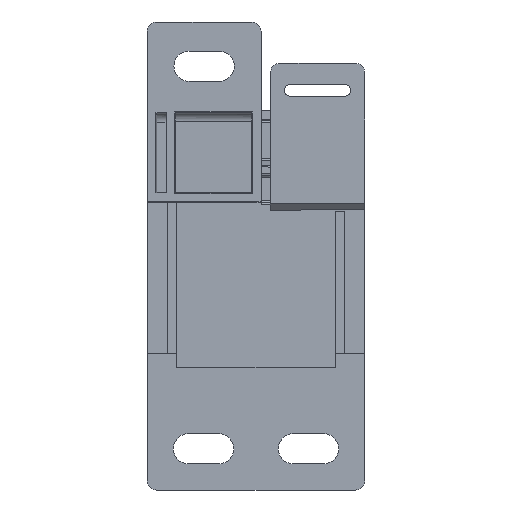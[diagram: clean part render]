
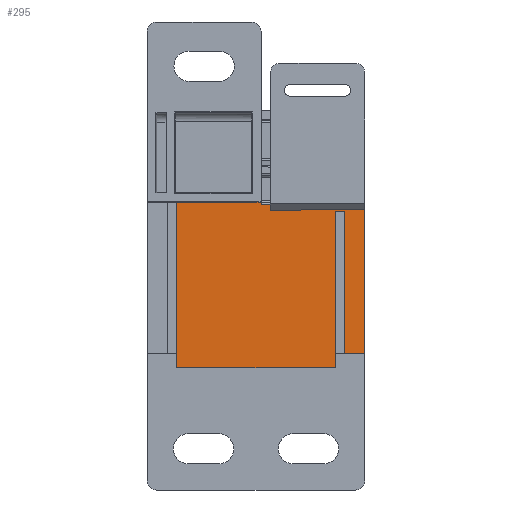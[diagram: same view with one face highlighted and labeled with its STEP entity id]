
A CAD part, front view. The second image highlights one B-rep face of the part: STEP entity #295.
In plain terms, the highlighted planar face has unit normal (0, -1, 0).
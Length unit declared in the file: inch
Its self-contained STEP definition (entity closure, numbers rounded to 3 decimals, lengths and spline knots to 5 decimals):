
#295 = ADVANCED_FACE ( 'NONE', ( #2035 ), #7937, .F. ) ;
#1772 = ORIENTED_EDGE ( 'NONE', *, *, #11684, .F. ) ;
#1773 = ORIENTED_EDGE ( 'NONE', *, *, #11594, .T. ) ;
#1785 = ORIENTED_EDGE ( 'NONE', *, *, #11602, .F. ) ;
#1789 = ORIENTED_EDGE ( 'NONE', *, *, #11692, .F. ) ;
#1790 = ORIENTED_EDGE ( 'NONE', *, *, #11691, .F. ) ;
#1792 = ORIENTED_EDGE ( 'NONE', *, *, #11695, .F. ) ;
#1797 = ORIENTED_EDGE ( 'NONE', *, *, #11673, .T. ) ;
#1815 = ORIENTED_EDGE ( 'NONE', *, *, #11697, .F. ) ;
#1825 = ORIENTED_EDGE ( 'NONE', *, *, #11461, .T. ) ;
#1827 = ORIENTED_EDGE ( 'NONE', *, *, #11665, .T. ) ;
#2035 = FACE_OUTER_BOUND ( 'NONE', #27848, .T. ) ;
#3124 = VERTEX_POINT ( 'NONE', #6862 ) ;
#3134 = VERTEX_POINT ( 'NONE', #6863 ) ;
#3200 = VERTEX_POINT ( 'NONE', #6909 ) ;
#3219 = VERTEX_POINT ( 'NONE', #6910 ) ;
#3245 = VERTEX_POINT ( 'NONE', #6937 ) ;
#3271 = VERTEX_POINT ( 'NONE', #6963 ) ;
#3275 = VERTEX_POINT ( 'NONE', #6966 ) ;
#3298 = VERTEX_POINT ( 'NONE', #6993 ) ;
#3402 = VERTEX_POINT ( 'NONE', #7092 ) ;
#3403 = VERTEX_POINT ( 'NONE', #7093 ) ;
#5590 = LINE ( 'NONE', #7316, #5592 ) ;
#5592 = VECTOR ( 'NONE', #7321, 39.37008 ) ;
#5671 = LINE ( 'NONE', #7608, #5674 ) ;
#5674 = VECTOR ( 'NONE', #7611, 39.37008 ) ;
#5677 = LINE ( 'NONE', #7636, #5679 ) ;
#5679 = VECTOR ( 'NONE', #7640, 39.37008 ) ;
#5731 = LINE ( 'NONE', #8364, #5734 ) ;
#5734 = VECTOR ( 'NONE', #8366, 39.37008 ) ;
#5739 = LINE ( 'NONE', #8381, #5742 ) ;
#5742 = VECTOR ( 'NONE', #8384, 39.37008 ) ;
#5749 = LINE ( 'NONE', #8405, #5752 ) ;
#5752 = VECTOR ( 'NONE', #8408, 39.37008 ) ;
#5755 = LINE ( 'NONE', #8418, #5758 ) ;
#5757 = LINE ( 'NONE', #8423, #5760 ) ;
#5758 = VECTOR ( 'NONE', #8421, 39.37008 ) ;
#5759 = LINE ( 'NONE', #8428, #5762 ) ;
#5760 = VECTOR ( 'NONE', #8426, 39.37008 ) ;
#5761 = LINE ( 'NONE', #8432, #5764 ) ;
#5762 = VECTOR ( 'NONE', #8430, 39.37008 ) ;
#5764 = VECTOR ( 'NONE', #8435, 39.37008 ) ;
#6862 = CARTESIAN_POINT ( 'NONE',  ( 0.0425, 0., 0.46474 ) ) ;
#6863 = CARTESIAN_POINT ( 'NONE',  ( 0.9225, 0., 0.46474 ) ) ;
#6909 = CARTESIAN_POINT ( 'NONE',  ( 0.0425, 0., 0.48 ) ) ;
#6910 = CARTESIAN_POINT ( 'NONE',  ( 0.7525, 0., -0.9235 ) ) ;
#6937 = CARTESIAN_POINT ( 'NONE',  ( 0.9225, 0., -0.9235 ) ) ;
#6963 = CARTESIAN_POINT ( 'NONE',  ( -0.6725, 0., -0.9235 ) ) ;
#6966 = CARTESIAN_POINT ( 'NONE',  ( 0.6725, 0., 0.402 ) ) ;
#6993 = CARTESIAN_POINT ( 'NONE',  ( 0.7525, 0., 0.402 ) ) ;
#7092 = CARTESIAN_POINT ( 'NONE',  ( -0.6725, 0., 0.48 ) ) ;
#7093 = CARTESIAN_POINT ( 'NONE',  ( 0.6725, 0., -0.9235 ) ) ;
#7316 = CARTESIAN_POINT ( 'NONE',  ( -0.9225, 0., 0.46474 ) ) ;
#7321 = DIRECTION ( 'NONE',  ( -1., 0., 0. ) ) ;
#7608 = CARTESIAN_POINT ( 'NONE',  ( 0.0425, 0., -1.26 ) ) ;
#7611 = DIRECTION ( 'NONE',  ( 0., 0., 1. ) ) ;
#7636 = CARTESIAN_POINT ( 'NONE',  ( 1.01255, 0., 0.402 ) ) ;
#7640 = DIRECTION ( 'NONE',  ( -1., 0., 0. ) ) ;
#7937 = PLANE ( 'NONE',  #21665 ) ;
#7958 = CARTESIAN_POINT ( 'NONE',  ( -0.9225, 0., -1.26 ) ) ;
#7959 = DIRECTION ( 'NONE',  ( 0., 1., 0. ) ) ;
#7960 = DIRECTION ( 'NONE',  ( 0., 0., 1. ) ) ;
#8364 = CARTESIAN_POINT ( 'NONE',  ( -2.12582, 0., -0.9235 ) ) ;
#8366 = DIRECTION ( 'NONE',  ( 1., 0., 0. ) ) ;
#8381 = CARTESIAN_POINT ( 'NONE',  ( -2.12582, 0., -0.9235 ) ) ;
#8384 = DIRECTION ( 'NONE',  ( 1., 0., 0. ) ) ;
#8405 = CARTESIAN_POINT ( 'NONE',  ( -0.9225, 0., 0.48 ) ) ;
#8408 = DIRECTION ( 'NONE',  ( 1., 0., 0. ) ) ;
#8418 = CARTESIAN_POINT ( 'NONE',  ( 0.9225, 0., -1.26 ) ) ;
#8421 = DIRECTION ( 'NONE',  ( 0., 0., -1. ) ) ;
#8423 = CARTESIAN_POINT ( 'NONE',  ( -0.6725, 0., 0.48 ) ) ;
#8426 = DIRECTION ( 'NONE',  ( 0., 0., 1. ) ) ;
#8428 = CARTESIAN_POINT ( 'NONE',  ( 0.6725, 0., 0.402 ) ) ;
#8430 = DIRECTION ( 'NONE',  ( 0., 0., -1. ) ) ;
#8432 = CARTESIAN_POINT ( 'NONE',  ( 0.7525, 0., 0.402 ) ) ;
#8435 = DIRECTION ( 'NONE',  ( 0., 0., 1. ) ) ;
#11461 = EDGE_CURVE ( 'NONE', #3134, #3124, #5590, .T. ) ;
#11594 = EDGE_CURVE ( 'NONE', #3124, #3200, #5671, .T. ) ;
#11602 = EDGE_CURVE ( 'NONE', #3298, #3275, #5677, .T. ) ;
#11665 = EDGE_CURVE ( 'NONE', #3219, #3245, #5731, .T. ) ;
#11673 = EDGE_CURVE ( 'NONE', #3271, #3403, #5739, .T. ) ;
#11684 = EDGE_CURVE ( 'NONE', #3402, #3200, #5749, .T. ) ;
#11691 = EDGE_CURVE ( 'NONE', #3134, #3245, #5755, .T. ) ;
#11692 = EDGE_CURVE ( 'NONE', #3271, #3402, #5757, .T. ) ;
#11695 = EDGE_CURVE ( 'NONE', #3275, #3403, #5759, .T. ) ;
#11697 = EDGE_CURVE ( 'NONE', #3219, #3298, #5761, .T. ) ;
#21665 = AXIS2_PLACEMENT_3D ( 'NONE', #7958, #7959, #7960 ) ;
#27848 = EDGE_LOOP ( 'NONE', ( #1790, #1825, #1773, #1772, #1789, #1797, #1792, #1785, #1815, #1827 ) ) ;
